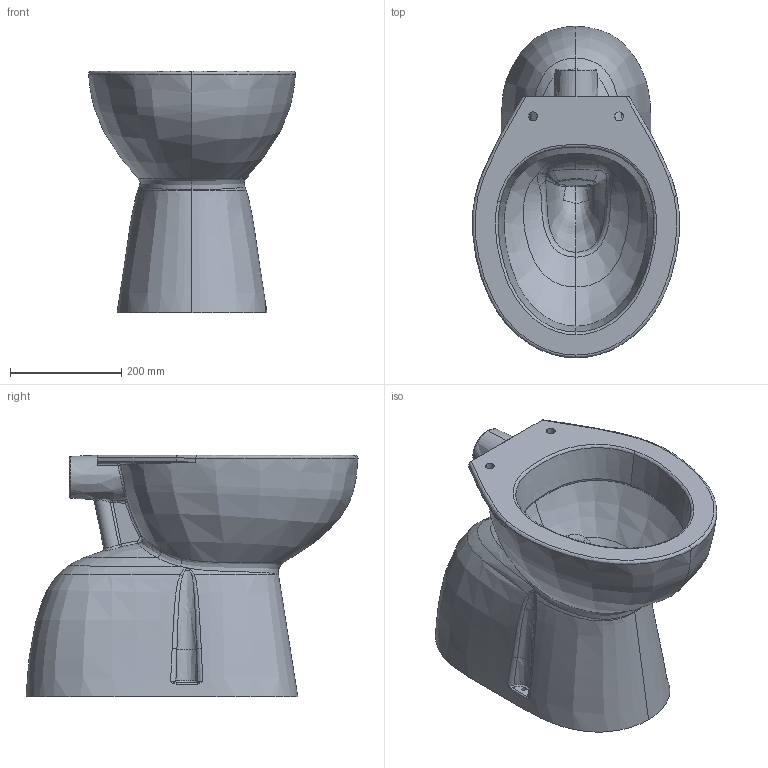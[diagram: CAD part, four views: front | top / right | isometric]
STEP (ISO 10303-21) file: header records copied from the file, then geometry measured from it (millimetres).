
FILE_DESCRIPTION(/* description */ (''),/* implementation_level */ '2;1');
FILE_NAME(/* name */ 'STEP - 322BD_1835042',/* time_stamp */ '2025-02-17T09:13:41+11:00',/* author */ (''),/* organization */ (''),/* preprocessor_version */ 'ST-DEVELOPER v16.5',/* originating_system */ 'Rhino 7.37',/* authorisation */ '');
FILE_SCHEMA (('AUTOMOTIVE_DESIGN'));
Length unit declared in the file: millimetre
Products named in the file (1): Document
Bounding box: 372.49 x 597.63 x 435 mm (x, y, z)
Volume: 14934994.2 mm3; surface area: 1334906.3 mm2
Topology: 1 solids, 1 shells, 338 faces, 762 edges, 455 vertices
Faces by surface type: bspline 255, cylinder 64, plane 19
Entity records: 33612 total; most frequent: CARTESIAN_POINT 28826, ORIENTED_EDGE 1524, EDGE_CURVE 762, B_SPLINE_CURVE_WITH_KNOTS 593, VERTEX_POINT 455, EDGE_LOOP 375, ADVANCED_FACE 338, FACE_OUTER_BOUND 338
